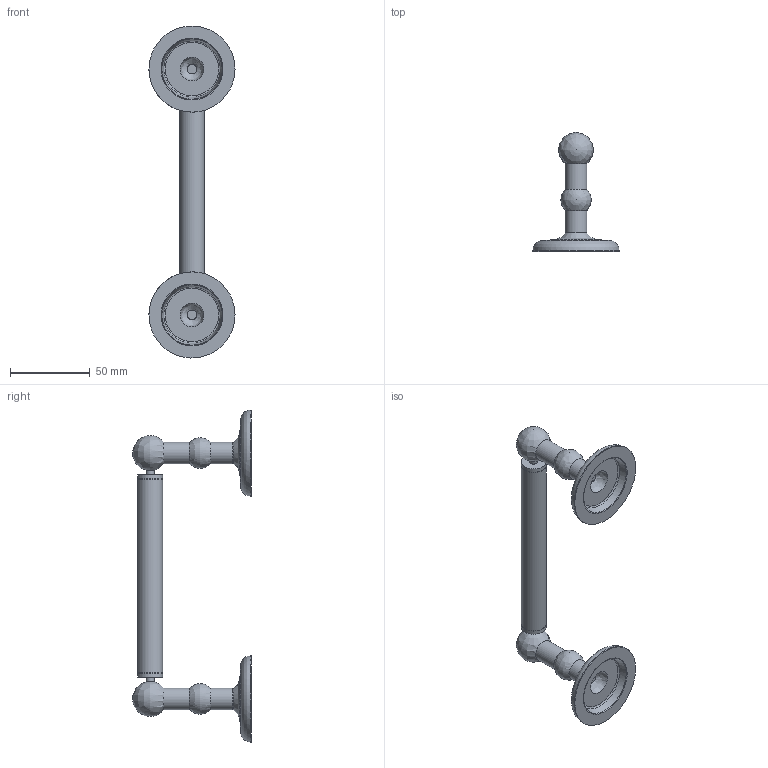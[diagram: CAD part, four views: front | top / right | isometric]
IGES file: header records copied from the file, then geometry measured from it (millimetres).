
Global section: file name: N1052; native system: Autodesk Inventor 2018; preprocessor: unknown; author: adaniels; date: 20190705.122408; units: millimetre
Bounding box: 54 x 74.42 x 208.18 mm (x, y, z)
Volume: 68565.4 mm3; surface area: 25335.7 mm2
Topology: 1 solids, 1 shells, 49 faces, 139 edges, 108 vertices
Faces by surface type: bspline 49
